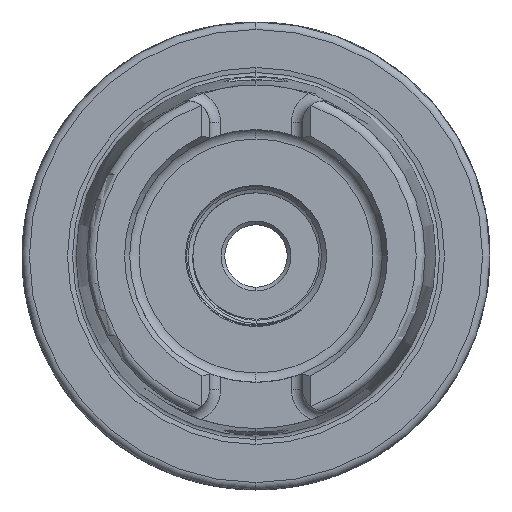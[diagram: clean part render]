
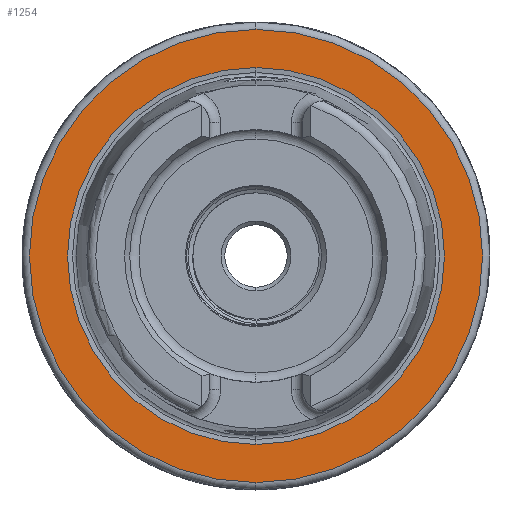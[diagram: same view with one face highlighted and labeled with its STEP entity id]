
A CAD part, left-side view. The second image highlights one B-rep face of the part: STEP entity #1254.
In plain terms, the highlighted planar face has unit normal (-1, 0, 0).
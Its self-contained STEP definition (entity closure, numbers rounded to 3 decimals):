
#184 = CARTESIAN_POINT ( 'NONE',  ( 0., 0., 30.5 ) ) ;
#241 = CARTESIAN_POINT ( 'NONE',  ( 0., 0., -30.5 ) ) ;
#350 = CARTESIAN_POINT ( 'NONE',  ( 0., 0., -25.369 ) ) ;
#372 = CARTESIAN_POINT ( 'NONE',  ( 0., 0., 25.369 ) ) ;
#1254 = ADVANCED_FACE ( 'NONE', ( #26629, #26640 ), #10952, .T. ) ;
#1716 = AXIS2_PLACEMENT_3D ( 'NONE', #10939, #10960, #10940 ) ;
#1803 = AXIS2_PLACEMENT_3D ( 'NONE', #7304, #7381, #7332 ) ;
#1824 = AXIS2_PLACEMENT_3D ( 'NONE', #17861, #17870, #17879 ) ;
#1851 = AXIS2_PLACEMENT_3D ( 'NONE', #3957, #3968, #3954 ) ;
#1879 = AXIS2_PLACEMENT_3D ( 'NONE', #27518, #27526, #27560 ) ;
#3954 = DIRECTION ( 'NONE',  ( 0., 0., 1. ) ) ;
#3957 = CARTESIAN_POINT ( 'NONE',  ( 0., 0., 0. ) ) ;
#3968 = DIRECTION ( 'NONE',  ( -1., 0., 0. ) ) ;
#4569 = EDGE_LOOP ( 'NONE', ( #5778, #5809 ) ) ;
#4610 = EDGE_LOOP ( 'NONE', ( #5812, #5861 ) ) ;
#5778 = ORIENTED_EDGE ( 'NONE', *, *, #20021, .T. ) ;
#5809 = ORIENTED_EDGE ( 'NONE', *, *, #20383, .T. ) ;
#5812 = ORIENTED_EDGE ( 'NONE', *, *, #20101, .T. ) ;
#5861 = ORIENTED_EDGE ( 'NONE', *, *, #20339, .T. ) ;
#7304 = CARTESIAN_POINT ( 'NONE',  ( 0., 0., 0. ) ) ;
#7332 = DIRECTION ( 'NONE',  ( 0., 0., 1. ) ) ;
#7381 = DIRECTION ( 'NONE',  ( -1., 0., 0. ) ) ;
#10939 = CARTESIAN_POINT ( 'NONE',  ( 0., 25.369, 0. ) ) ;
#10940 = DIRECTION ( 'NONE',  ( 0., 0., 1. ) ) ;
#10952 = PLANE ( 'NONE',  #1716 ) ;
#10960 = DIRECTION ( 'NONE',  ( -1., 0., 0. ) ) ;
#17861 = CARTESIAN_POINT ( 'NONE',  ( 0., 0., 0. ) ) ;
#17870 = DIRECTION ( 'NONE',  ( 1., 0., 0. ) ) ;
#17879 = DIRECTION ( 'NONE',  ( 0., 0., -1. ) ) ;
#20021 = EDGE_CURVE ( 'NONE', #28582, #28568, #26970, .T. ) ;
#20101 = EDGE_CURVE ( 'NONE', #28700, #28663, #27073, .T. ) ;
#20339 = EDGE_CURVE ( 'NONE', #28663, #28700, #26276, .T. ) ;
#20383 = EDGE_CURVE ( 'NONE', #28568, #28582, #26257, .T. ) ;
#26257 = CIRCLE ( 'NONE', #1851, 30.5 ) ;
#26276 = CIRCLE ( 'NONE', #1879, 25.369 ) ;
#26629 = FACE_OUTER_BOUND ( 'NONE', #4569, .T. ) ;
#26640 = FACE_BOUND ( 'NONE', #4610, .T. ) ;
#26970 = CIRCLE ( 'NONE', #1803, 30.5 ) ;
#27073 = CIRCLE ( 'NONE', #1824, 25.369 ) ;
#27518 = CARTESIAN_POINT ( 'NONE',  ( 0., 0., 0. ) ) ;
#27526 = DIRECTION ( 'NONE',  ( 1., 0., 0. ) ) ;
#27560 = DIRECTION ( 'NONE',  ( 0., 0., -1. ) ) ;
#28568 = VERTEX_POINT ( 'NONE', #241 ) ;
#28582 = VERTEX_POINT ( 'NONE', #184 ) ;
#28663 = VERTEX_POINT ( 'NONE', #350 ) ;
#28700 = VERTEX_POINT ( 'NONE', #372 ) ;
